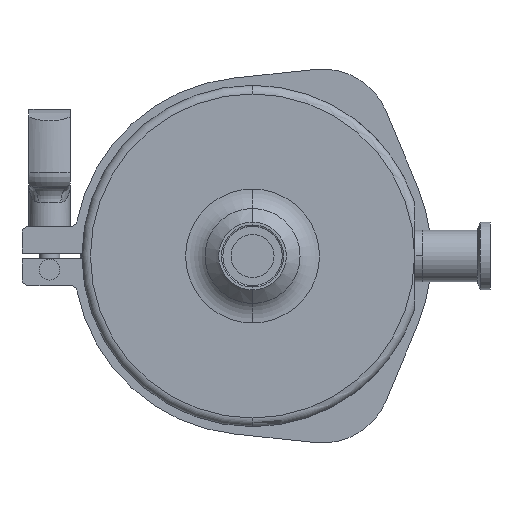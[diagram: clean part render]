
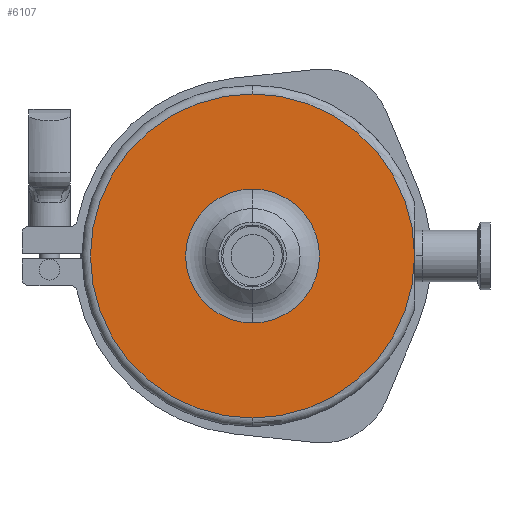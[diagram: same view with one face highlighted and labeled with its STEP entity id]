
A CAD part, front view. The second image highlights one B-rep face of the part: STEP entity #6107.
In plain terms, the highlighted planar face has unit normal (0, -1, 0).
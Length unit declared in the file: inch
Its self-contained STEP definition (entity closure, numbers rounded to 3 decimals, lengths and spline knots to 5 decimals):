
#174 = DIRECTION ( 'NONE',  ( 0., -1., 0. ) ) ;
#388 = CIRCLE ( 'NONE', #5255, 2.355 ) ;
#430 = AXIS2_PLACEMENT_3D ( 'NONE', #1258, #2801, #3301 ) ;
#474 = EDGE_CURVE ( 'NONE', #4138, #3806, #3247, .T. ) ;
#657 = DIRECTION ( 'NONE',  ( 0., 0., 1. ) ) ;
#874 = CARTESIAN_POINT ( 'NONE',  ( 0., -0.63, 0. ) ) ;
#998 = VERTEX_POINT ( 'NONE', #3409 ) ;
#1182 = EDGE_CURVE ( 'NONE', #3806, #4138, #4473, .T. ) ;
#1258 = CARTESIAN_POINT ( 'NONE',  ( 0., -0.63, 0. ) ) ;
#1338 = EDGE_CURVE ( 'NONE', #998, #5570, #1712, .T. ) ;
#1592 = ORIENTED_EDGE ( 'NONE', *, *, #1182, .T. ) ;
#1623 = CARTESIAN_POINT ( 'NONE',  ( 0., -0.63, -2.355 ) ) ;
#1712 = CIRCLE ( 'NONE', #4040, 2.355 ) ;
#2114 = CARTESIAN_POINT ( 'NONE',  ( 0., -0.63, 0. ) ) ;
#2137 = EDGE_LOOP ( 'NONE', ( #2596, #1592 ) ) ;
#2560 = EDGE_CURVE ( 'NONE', #5570, #998, #388, .T. ) ;
#2596 = ORIENTED_EDGE ( 'NONE', *, *, #474, .T. ) ;
#2772 = DIRECTION ( 'NONE',  ( 0., 0., 1. ) ) ;
#2801 = DIRECTION ( 'NONE',  ( 0., 1., 0. ) ) ;
#2923 = DIRECTION ( 'NONE',  ( 0., 0., 1. ) ) ;
#3168 = DIRECTION ( 'NONE',  ( 0., 1., 0. ) ) ;
#3247 = CIRCLE ( 'NONE', #430, 0.97319 ) ;
#3301 = DIRECTION ( 'NONE',  ( 0., 0., 1. ) ) ;
#3332 = EDGE_LOOP ( 'NONE', ( #4783, #4815 ) ) ;
#3409 = CARTESIAN_POINT ( 'NONE',  ( 0., -0.63, 2.355 ) ) ;
#3752 = CARTESIAN_POINT ( 'NONE',  ( 0., -0.63, 0. ) ) ;
#3803 = AXIS2_PLACEMENT_3D ( 'NONE', #3838, #5904, #2772 ) ;
#3806 = VERTEX_POINT ( 'NONE', #5500 ) ;
#3838 = CARTESIAN_POINT ( 'NONE',  ( 2.48, -0.63, 0. ) ) ;
#4040 = AXIS2_PLACEMENT_3D ( 'NONE', #3752, #174, #657 ) ;
#4138 = VERTEX_POINT ( 'NONE', #5986 ) ;
#4228 = FACE_OUTER_BOUND ( 'NONE', #3332, .T. ) ;
#4473 = CIRCLE ( 'NONE', #5429, 0.97319 ) ;
#4481 = DIRECTION ( 'NONE',  ( 0., -1., 0. ) ) ;
#4783 = ORIENTED_EDGE ( 'NONE', *, *, #1338, .T. ) ;
#4803 = DIRECTION ( 'NONE',  ( 0., 0., 1. ) ) ;
#4815 = ORIENTED_EDGE ( 'NONE', *, *, #2560, .T. ) ;
#4921 = PLANE ( 'NONE',  #3803 ) ;
#5255 = AXIS2_PLACEMENT_3D ( 'NONE', #874, #4481, #2923 ) ;
#5429 = AXIS2_PLACEMENT_3D ( 'NONE', #2114, #3168, #4803 ) ;
#5500 = CARTESIAN_POINT ( 'NONE',  ( 0., -0.63, -0.97319 ) ) ;
#5570 = VERTEX_POINT ( 'NONE', #1623 ) ;
#5789 = FACE_BOUND ( 'NONE', #2137, .T. ) ;
#5904 = DIRECTION ( 'NONE',  ( 0., 1., 0. ) ) ;
#5986 = CARTESIAN_POINT ( 'NONE',  ( 0., -0.63, 0.97319 ) ) ;
#6107 = ADVANCED_FACE ( 'NONE', ( #5789, #4228 ), #4921, .F. ) ;
